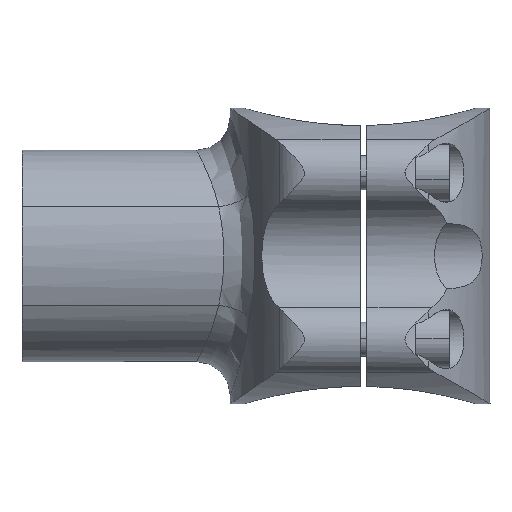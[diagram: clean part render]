
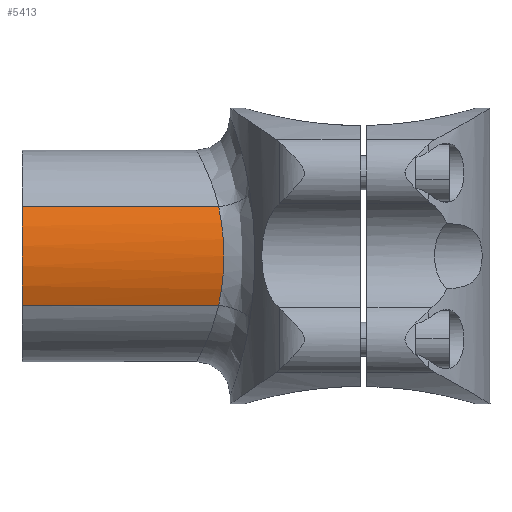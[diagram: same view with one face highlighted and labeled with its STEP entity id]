
A CAD part, front view. The second image highlights one B-rep face of the part: STEP entity #5413.
In plain terms, the highlighted cylindrical face has radius 19.005 mm (diameter 38.011 mm), a partial arc.
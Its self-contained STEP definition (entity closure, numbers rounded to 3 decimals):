
#291 = CARTESIAN_POINT ( 'NONE',  ( -14.279, 20.475, -25.405 ) ) ;
#330 = CARTESIAN_POINT ( 'NONE',  ( -13.627, 20.833, -19.759 ) ) ;
#443 = VERTEX_POINT ( 'NONE', #1313 ) ;
#594 = DIRECTION ( 'NONE',  ( 0., 0., 1. ) ) ;
#823 = CARTESIAN_POINT ( 'NONE',  ( -14.287, 20.47, -25.087 ) ) ;
#868 = ORIENTED_EDGE ( 'NONE', *, *, #5262, .T. ) ;
#1210 = EDGE_CURVE ( 'NONE', #3215, #443, #5336, .T. ) ;
#1313 = CARTESIAN_POINT ( 'NONE',  ( -12.793, 21.263, -17.379 ) ) ;
#1399 = DIRECTION ( 'NONE',  ( 0., 0., -1. ) ) ;
#1400 = CIRCLE ( 'NONE', #4005, 19.005 ) ;
#1429 = LINE ( 'NONE', #6537, #4963 ) ;
#1616 = LINE ( 'NONE', #3686, #4292 ) ;
#1835 = VERTEX_POINT ( 'NONE', #3957 ) ;
#1911 = CARTESIAN_POINT ( 'NONE',  ( 4.718, 50.8, -24.765 ) ) ;
#2115 = FACE_OUTER_BOUND ( 'NONE', #4902, .T. ) ;
#2150 = DIRECTION ( 'NONE',  ( 0., 1., 0. ) ) ;
#2357 = CARTESIAN_POINT ( 'NONE',  ( -14.162, 20.542, -22.245 ) ) ;
#2531 = ORIENTED_EDGE ( 'NONE', *, *, #4701, .F. ) ;
#2561 = CARTESIAN_POINT ( 'NONE',  ( -12.793, 50.8, -17.379 ) ) ;
#2796 = CARTESIAN_POINT ( 'NONE',  ( -13.254, 21.03, -18.552 ) ) ;
#2867 = CARTESIAN_POINT ( 'NONE',  ( -14.126, 20.561, -27.317 ) ) ;
#2897 = CARTESIAN_POINT ( 'NONE',  ( -14.288, 20.47, -23.501 ) ) ;
#3215 = VERTEX_POINT ( 'NONE', #4906 ) ;
#3367 = CARTESIAN_POINT ( 'NONE',  ( -12.793, 21.263, -32.151 ) ) ;
#3503 = DIRECTION ( 'NONE',  ( 0., 1., 0. ) ) ;
#3636 = AXIS2_PLACEMENT_3D ( 'NONE', #4183, #2150, #594 ) ;
#3686 = CARTESIAN_POINT ( 'NONE',  ( -12.793, -0.001, -32.151 ) ) ;
#3866 = ORIENTED_EDGE ( 'NONE', *, *, #5998, .F. ) ;
#3867 = VERTEX_POINT ( 'NONE', #2561 ) ;
#3900 = CARTESIAN_POINT ( 'NONE',  ( -13.653, 20.82, -29.794 ) ) ;
#3957 = CARTESIAN_POINT ( 'NONE',  ( -12.793, 50.8, -32.151 ) ) ;
#4005 = AXIS2_PLACEMENT_3D ( 'NONE', #1911, #5949, #1399 ) ;
#4183 = CARTESIAN_POINT ( 'NONE',  ( 4.718, -0.001, -24.765 ) ) ;
#4292 = VECTOR ( 'NONE', #5731, 1000. ) ;
#4411 = CARTESIAN_POINT ( 'NONE',  ( -14.223, 20.507, -26.363 ) ) ;
#4701 = EDGE_CURVE ( 'NONE', #1835, #3867, #1400, .T. ) ;
#4902 = EDGE_LOOP ( 'NONE', ( #3866, #6430, #868, #2531 ) ) ;
#4905 = CARTESIAN_POINT ( 'NONE',  ( -14.247, 20.493, -26.042 ) ) ;
#4906 = CARTESIAN_POINT ( 'NONE',  ( -12.793, 21.263, -32.151 ) ) ;
#4935 = CARTESIAN_POINT ( 'NONE',  ( -13.785, 20.748, -20.378 ) ) ;
#4963 = VECTOR ( 'NONE', #3503, 1000. ) ;
#5262 = EDGE_CURVE ( 'NONE', #443, #3867, #1429, .T. ) ;
#5336 = B_SPLINE_CURVE_WITH_KNOTS ( 'NONE', 3,
 ( #3367, #5940, #3900, #5405, #2867, #4411, #4905, #291, #823, #2897, #2357, #4935, #330, #2796, #5709, #6357 ),
 .UNSPECIFIED., .F., .F.,
 ( 4, 2, 2, 2, 2, 2, 2, 4 ),
 ( 0., 0.004, 0.006, 0.007, 0.008, 0.011, 0.013, 0.015 ),
 .UNSPECIFIED. ) ;
#5405 = CARTESIAN_POINT ( 'NONE',  ( -14.03, 20.614, -27.943 ) ) ;
#5413 = ADVANCED_FACE ( 'NONE', ( #2115 ), #6198, .T. ) ;
#5709 = CARTESIAN_POINT ( 'NONE',  ( -13.038, 21.141, -17.959 ) ) ;
#5731 = DIRECTION ( 'NONE',  ( 0., 1., 0. ) ) ;
#5940 = CARTESIAN_POINT ( 'NONE',  ( -13.283, 21.019, -30.99 ) ) ;
#5949 = DIRECTION ( 'NONE',  ( 0., 1., 0. ) ) ;
#5998 = EDGE_CURVE ( 'NONE', #3215, #1835, #1616, .T. ) ;
#6198 = CYLINDRICAL_SURFACE ( 'NONE', #3636, 19.005 ) ;
#6357 = CARTESIAN_POINT ( 'NONE',  ( -12.793, 21.263, -17.379 ) ) ;
#6430 = ORIENTED_EDGE ( 'NONE', *, *, #1210, .T. ) ;
#6537 = CARTESIAN_POINT ( 'NONE',  ( -12.793, -0.001, -17.379 ) ) ;
